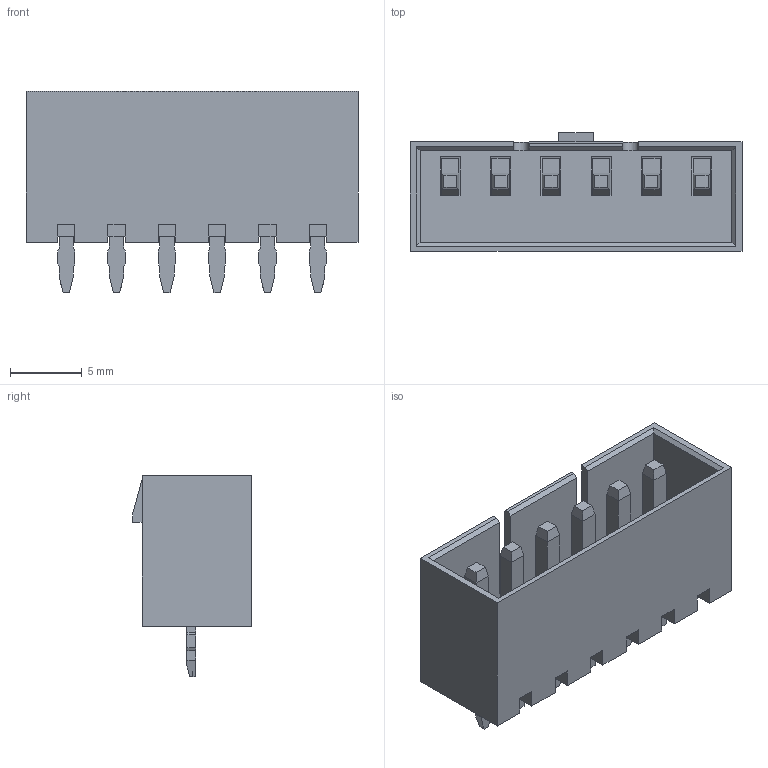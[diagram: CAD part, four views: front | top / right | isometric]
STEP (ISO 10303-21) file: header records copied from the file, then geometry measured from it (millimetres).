
FILE_DESCRIPTION(/* description */ ('STEP AP214'),/* implementation_level */ '2;1');
FILE_NAME(/* name */ '532580629',/* time_stamp */ '2022-09-14T04:28:14+02:00',/* author */ ('License CC BY-ND 4.0'),/* organization */ ('CADENAS'),/* preprocessor_version */ 'ST-DEVELOPER v18.102',/* originating_system */ 'PARTsolutions',/* authorisation */ ' ');
FILE_SCHEMA (('AUTOMOTIVE_DESIGN {1 0 10303 214 3 1 1}'));
Length unit declared in the file: millimetre
Products named in the file (2): 532580629; 532580629_PART1
Assembly tree (1 placements, depth 2):
  532580629
    532580629_PART1
Bounding box: 23.1 x 8.25 x 14 mm (x, y, z)
Volume: 843.9 mm3; surface area: 1782.5 mm2
Topology: 1 solids, 1 shells, 363 faces, 1023 edges, 656 vertices
Faces by surface type: plane 361, cylinder 2
Entity records: 11441 total; most frequent: ORIENTED_EDGE 2046, CARTESIAN_POINT 2044, DIRECTION 1757, EDGE_CURVE 1023, LINE 1019, VECTOR 1019, VERTEX_POINT 656, EDGE_LOOP 369
